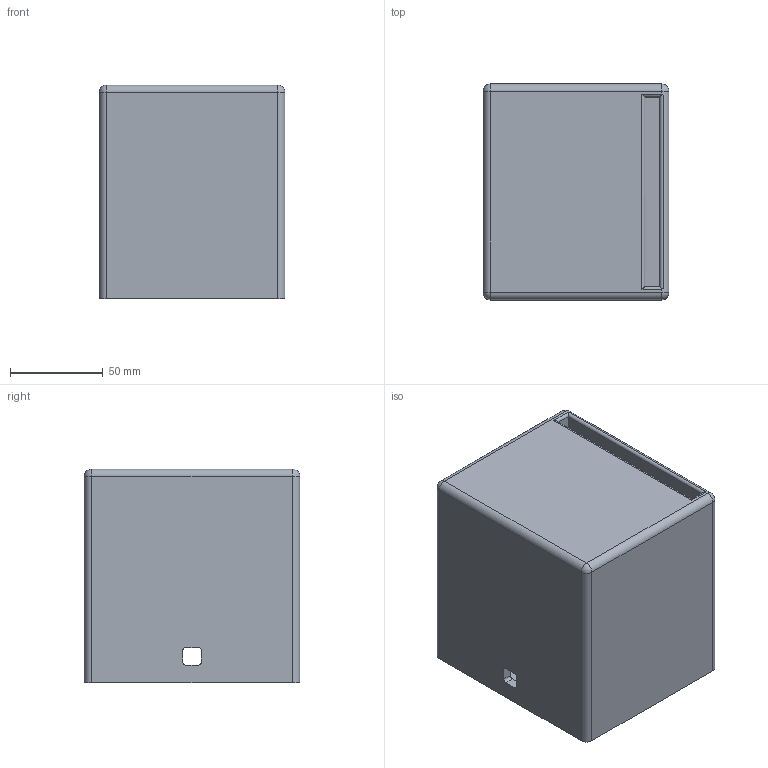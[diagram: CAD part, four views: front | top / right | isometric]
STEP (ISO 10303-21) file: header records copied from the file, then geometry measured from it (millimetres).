
FILE_DESCRIPTION(/* description */ (''),/* implementation_level */ '2;1');
FILE_NAME(/* name */ 'Liphoain BoxV1.step',/* time_stamp */ '2022-02-14T11:52:41-05:00',/* author */ (''),/* organization */ (''),/* preprocessor_version */ 'ST-DEVELOPER v18.1',/* originating_system */ 'Autodesk Translation Framework v10.13.0.1454',/* authorisation */ '');
FILE_SCHEMA (('AUTOMOTIVE_DESIGN { 1 0 10303 214 3 1 1 }'));
Length unit declared in the file: millimetre
Products named in the file (1): Liphoain Box
Bounding box: 100 x 116 x 115 mm (x, y, z)
Volume: 344104.1 mm3; surface area: 113422.3 mm2
Topology: 1 solids, 1 shells, 50 faces, 130 edges, 82 vertices
Faces by surface type: plane 26, cylinder 20, sphere 4
Entity records: 1599 total; most frequent: CARTESIAN_POINT 311, DIRECTION 264, ORIENTED_EDGE 260, EDGE_CURVE 130, LINE 90, VECTOR 90, AXIS2_PLACEMENT_3D 87, VERTEX_POINT 82
